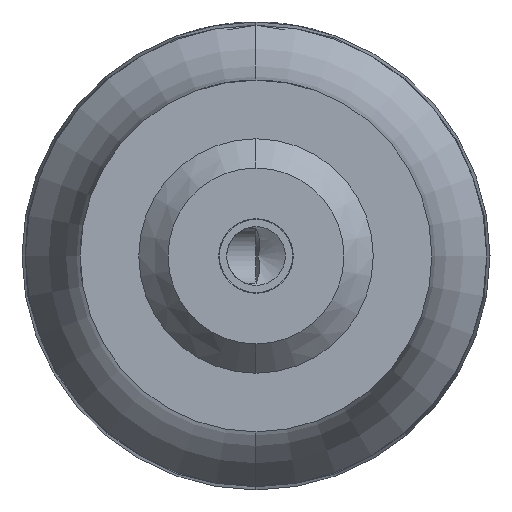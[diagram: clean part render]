
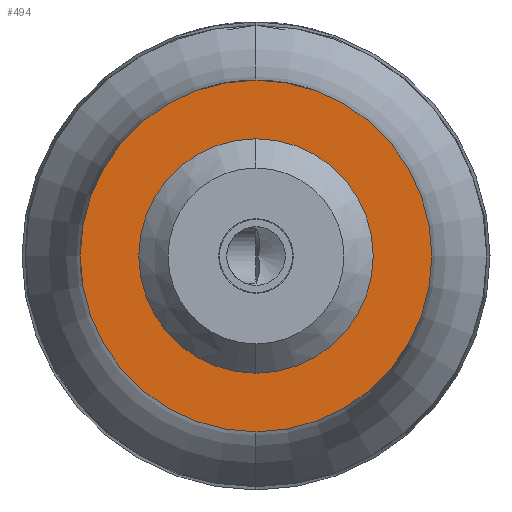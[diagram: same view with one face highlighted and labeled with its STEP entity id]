
A CAD part, left-side view. The second image highlights one B-rep face of the part: STEP entity #494.
In plain terms, the highlighted planar face has unit normal (-1, 0, 0).
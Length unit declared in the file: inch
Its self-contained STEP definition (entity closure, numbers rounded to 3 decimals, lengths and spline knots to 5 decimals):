
#59 = DIRECTION ( 'NONE',  ( 1., 0., 0. ) ) ;
#91 = EDGE_CURVE ( 'NONE', #1943, #1535, #1380, .T. ) ;
#121 = CARTESIAN_POINT ( 'NONE',  ( 1.5, 0.25, 0. ) ) ;
#132 = CARTESIAN_POINT ( 'NONE',  ( 1.5, 0., -0.375 ) ) ;
#134 = DIRECTION ( 'NONE',  ( 1., 0., 0. ) ) ;
#150 = DIRECTION ( 'NONE',  ( 0., 0., 1. ) ) ;
#158 = DIRECTION ( 'NONE',  ( -1., 0., 0. ) ) ;
#171 = ORIENTED_EDGE ( 'NONE', *, *, #554, .F. ) ;
#187 = VERTEX_POINT ( 'NONE', #852 ) ;
#188 = EDGE_LOOP ( 'NONE', ( #644, #775 ) ) ;
#263 = CARTESIAN_POINT ( 'NONE',  ( 1.5, 0., 0. ) ) ;
#268 = FACE_OUTER_BOUND ( 'NONE', #1934, .T. ) ;
#339 = CIRCLE ( 'NONE', #504, 0.375 ) ;
#363 = CARTESIAN_POINT ( 'NONE',  ( 1.5, 0., 0. ) ) ;
#426 = DIRECTION ( 'NONE',  ( 0., 0., -1. ) ) ;
#494 = ADVANCED_FACE ( 'NONE', ( #919, #268 ), #1973, .T. ) ;
#504 = AXIS2_PLACEMENT_3D ( 'NONE', #1502, #740, #1357 ) ;
#554 = EDGE_CURVE ( 'NONE', #1550, #187, #339, .T. ) ;
#644 = ORIENTED_EDGE ( 'NONE', *, *, #91, .T. ) ;
#720 = CARTESIAN_POINT ( 'NONE',  ( 1.5, 0., 0.25 ) ) ;
#740 = DIRECTION ( 'NONE',  ( 1., 0., 0. ) ) ;
#762 = EDGE_CURVE ( 'NONE', #187, #1550, #1416, .T. ) ;
#775 = ORIENTED_EDGE ( 'NONE', *, *, #1157, .T. ) ;
#852 = CARTESIAN_POINT ( 'NONE',  ( 1.5, 0., 0.375 ) ) ;
#919 = FACE_BOUND ( 'NONE', #188, .T. ) ;
#1033 = CARTESIAN_POINT ( 'NONE',  ( 1.5, 0., -0.25 ) ) ;
#1060 = AXIS2_PLACEMENT_3D ( 'NONE', #121, #158, #150 ) ;
#1139 = AXIS2_PLACEMENT_3D ( 'NONE', #263, #134, #426 ) ;
#1157 = EDGE_CURVE ( 'NONE', #1535, #1943, #1234, .T. ) ;
#1234 = CIRCLE ( 'NONE', #1139, 0.25 ) ;
#1292 = DIRECTION ( 'NONE',  ( 0., 0., -1. ) ) ;
#1357 = DIRECTION ( 'NONE',  ( 0., 0., -1. ) ) ;
#1380 = CIRCLE ( 'NONE', #1596, 0.25 ) ;
#1416 = CIRCLE ( 'NONE', #1797, 0.375 ) ;
#1456 = DIRECTION ( 'NONE',  ( 0., 0., -1. ) ) ;
#1502 = CARTESIAN_POINT ( 'NONE',  ( 1.5, 0., 0. ) ) ;
#1535 = VERTEX_POINT ( 'NONE', #720 ) ;
#1550 = VERTEX_POINT ( 'NONE', #132 ) ;
#1596 = AXIS2_PLACEMENT_3D ( 'NONE', #363, #1916, #1456 ) ;
#1794 = CARTESIAN_POINT ( 'NONE',  ( 1.5, 0., 0. ) ) ;
#1797 = AXIS2_PLACEMENT_3D ( 'NONE', #1794, #59, #1292 ) ;
#1916 = DIRECTION ( 'NONE',  ( 1., 0., 0. ) ) ;
#1934 = EDGE_LOOP ( 'NONE', ( #171, #1946 ) ) ;
#1943 = VERTEX_POINT ( 'NONE', #1033 ) ;
#1946 = ORIENTED_EDGE ( 'NONE', *, *, #762, .F. ) ;
#1973 = PLANE ( 'NONE',  #1060 ) ;
